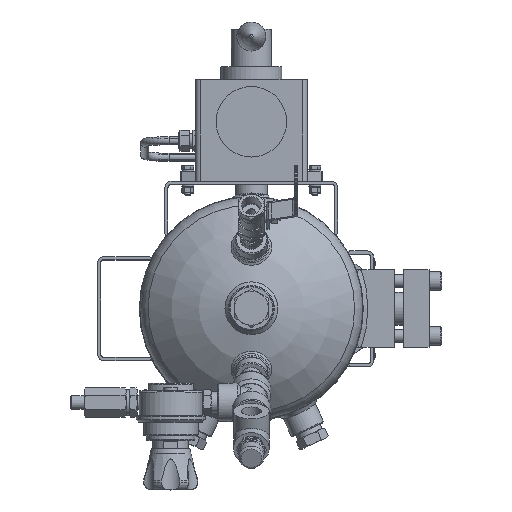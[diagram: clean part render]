
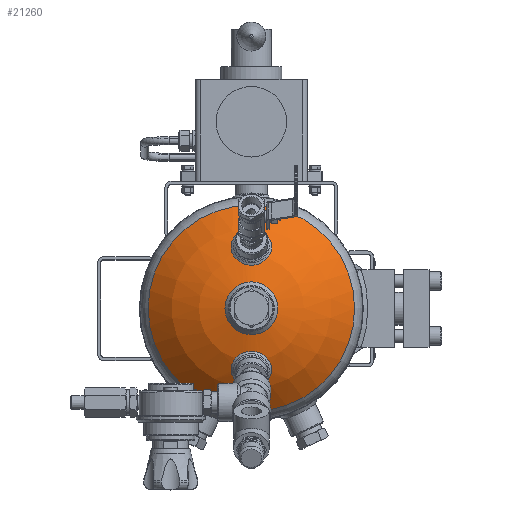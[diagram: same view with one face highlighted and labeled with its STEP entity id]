
A CAD part, top view. The second image highlights one B-rep face of the part: STEP entity #21260.
In plain terms, the highlighted spherical face has radius 140.215 mm.
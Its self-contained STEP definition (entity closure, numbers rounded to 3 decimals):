
#3013=SPHERICAL_SURFACE('',#28152,140.215);
#4637=CIRCLE('',#28153,17.526);
#4638=CIRCLE('',#28154,22.513);
#4639=CIRCLE('',#28155,17.526);
#4640=CIRCLE('',#28156,101.553);
#5543=ORIENTED_EDGE('',*,*,#11288,.T.);
#5544=ORIENTED_EDGE('',*,*,#11289,.T.);
#5545=ORIENTED_EDGE('',*,*,#11290,.T.);
#5546=ORIENTED_EDGE('',*,*,#11291,.F.);
#11288=EDGE_CURVE('',#14173,#14173,#4637,.T.);
#11289=EDGE_CURVE('',#14174,#14174,#4638,.T.);
#11290=EDGE_CURVE('',#14175,#14175,#4639,.T.);
#11291=EDGE_CURVE('',#14176,#14176,#4640,.T.);
#14173=VERTEX_POINT('',#38079);
#14174=VERTEX_POINT('',#38081);
#14175=VERTEX_POINT('',#38083);
#14176=VERTEX_POINT('',#38085);
#16798=EDGE_LOOP('',(#5543));
#16799=EDGE_LOOP('',(#5544));
#16800=EDGE_LOOP('',(#5545));
#16801=EDGE_LOOP('',(#5546));
#18883=FACE_BOUND('',#16798,.T.);
#18884=FACE_BOUND('',#16799,.T.);
#18885=FACE_BOUND('',#16800,.T.);
#18886=FACE_BOUND('',#16801,.T.);
#21260=ADVANCED_FACE('',(#18883,#18884,#18885,#18886),#3013,.T.);
#28152=AXIS2_PLACEMENT_3D('',#38077,#30497,#30498);
#28153=AXIS2_PLACEMENT_3D('',#38078,#30499,#30500);
#28154=AXIS2_PLACEMENT_3D('',#38080,#30501,#30502);
#28155=AXIS2_PLACEMENT_3D('',#38082,#30503,#30504);
#28156=AXIS2_PLACEMENT_3D('',#38084,#30505,#30506);
#30497=DIRECTION('',(0.,0.,-1.));
#30498=DIRECTION('',(-1.,0.,0.));
#30499=DIRECTION('',(-0.435,0.,-0.9));
#30500=DIRECTION('',(-0.9,0.,0.435));
#30501=DIRECTION('',(0.,0.,-1.));
#30502=DIRECTION('',(-1.,0.,0.));
#30503=DIRECTION('',(0.435,0.,-0.9));
#30504=DIRECTION('',(-0.9,0.,-0.435));
#30505=DIRECTION('',(0.,0.,-1.));
#30506=DIRECTION('',(-1.,0.,0.));
#38077=CARTESIAN_POINT('',(0.,0.,-38.615));
#38078=CARTESIAN_POINT('',(60.522,0.,86.646));
#38079=CARTESIAN_POINT('',(44.741,0.,94.27));
#38080=CARTESIAN_POINT('',(0.,0.,99.781));
#38081=CARTESIAN_POINT('',(-22.513,0.,99.781));
#38082=CARTESIAN_POINT('',(-60.522,0.,86.646));
#38083=CARTESIAN_POINT('',(-76.302,0.,79.021));
#38084=CARTESIAN_POINT('',(0.,0.,58.066));
#38085=CARTESIAN_POINT('',(-101.553,0.,58.066));
